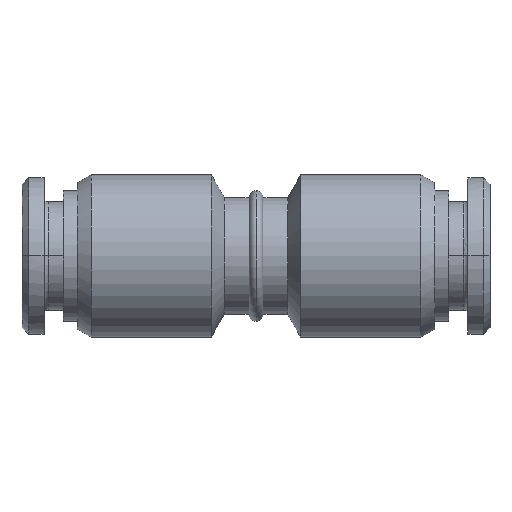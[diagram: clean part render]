
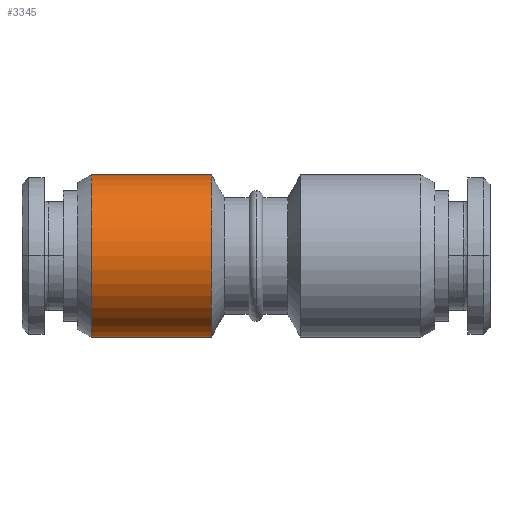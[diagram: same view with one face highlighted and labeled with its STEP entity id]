
A CAD part, top view. The second image highlights one B-rep face of the part: STEP entity #3345.
In plain terms, the highlighted cylindrical face has radius 5.9 mm (diameter 11.8 mm), a partial arc.
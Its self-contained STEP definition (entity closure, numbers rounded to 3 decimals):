
#3224=CARTESIAN_POINT('Axis2P3D Location',(-11.98,0.,0.)) ;
#3228=CARTESIAN_POINT('Vertex',(-11.98,-5.9,0.)) ;
#3230=CARTESIAN_POINT('Vertex',(-11.98,5.9,0.)) ;
#3315=CARTESIAN_POINT('Axis2P3D Location',(-13.618,0.,0.)) ;
#3320=CARTESIAN_POINT('Line Origine',(-13.617,5.9,0.)) ;
#3324=CARTESIAN_POINT('Vertex',(-3.253,5.9,0.)) ;
#3327=CARTESIAN_POINT('Line Origine',(-13.617,-5.9,0.)) ;
#3331=CARTESIAN_POINT('Vertex',(-3.253,-5.9,0.)) ;
#3334=CARTESIAN_POINT('Axis2P3D Location',(-3.253,0.,0.)) ;
#3225=DIRECTION('Axis2P3D Direction',(1.,0.,0.)) ;
#3316=DIRECTION('Axis2P3D Direction',(1.,0.,0.)) ;
#3317=DIRECTION('Axis2P3D XDirection',(0.,1.,0.)) ;
#3321=DIRECTION('Vector Direction',(1.,0.,0.)) ;
#3328=DIRECTION('Vector Direction',(1.,0.,0.)) ;
#3335=DIRECTION('Axis2P3D Direction',(1.,0.,0.)) ;
#3226=AXIS2_PLACEMENT_3D('Circle Axis2P3D',#3224,#3225,$) ;
#3318=AXIS2_PLACEMENT_3D('Cylinder Axis2P3D',#3315,#3316,#3317) ;
#3336=AXIS2_PLACEMENT_3D('Circle Axis2P3D',#3334,#3335,$) ;
#3340=ORIENTED_EDGE('',*,*,#3326,.F.) ;
#3341=ORIENTED_EDGE('',*,*,#3232,.F.) ;
#3342=ORIENTED_EDGE('',*,*,#3333,.T.) ;
#3343=ORIENTED_EDGE('',*,*,#3338,.F.) ;
#3322=VECTOR('Line Direction',#3321,1.) ;
#3329=VECTOR('Line Direction',#3328,1.) ;
#3345=ADVANCED_FACE('MANIFOLD_SOLID_BREP #2453',(#3344),#3319,.T.) ;
#3227=CIRCLE('generated circle',#3226,5.9) ;
#3337=CIRCLE('generated circle',#3336,5.9) ;
#3319=CYLINDRICAL_SURFACE('generated cylinder',#3318,5.9) ;
#3232=EDGE_CURVE('',#3229,#3231,#3227,.F.) ;
#3326=EDGE_CURVE('',#3231,#3325,#3323,.T.) ;
#3333=EDGE_CURVE('',#3229,#3332,#3330,.T.) ;
#3338=EDGE_CURVE('',#3325,#3332,#3337,.T.) ;
#3339=EDGE_LOOP('',(#3340,#3341,#3342,#3343)) ;
#3344=FACE_OUTER_BOUND('',#3339,.T.) ;
#3323=LINE('Line',#3320,#3322) ;
#3330=LINE('Line',#3327,#3329) ;
#3229=VERTEX_POINT('',#3228) ;
#3231=VERTEX_POINT('',#3230) ;
#3325=VERTEX_POINT('',#3324) ;
#3332=VERTEX_POINT('',#3331) ;
